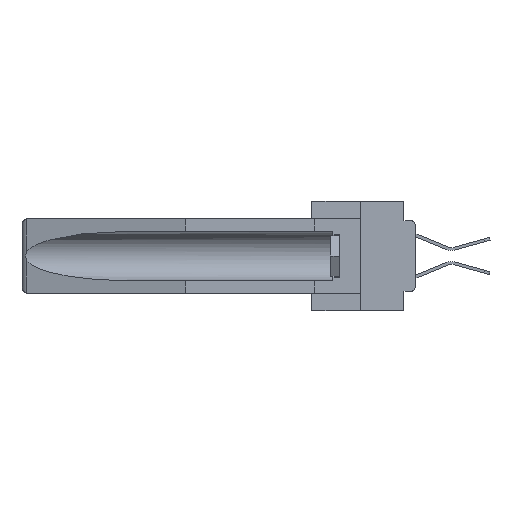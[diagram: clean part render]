
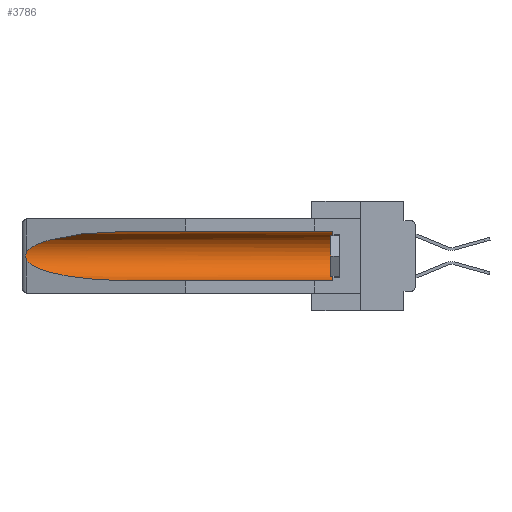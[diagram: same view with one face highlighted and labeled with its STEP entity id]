
A CAD part, left-side view. The second image highlights one B-rep face of the part: STEP entity #3786.
In plain terms, the highlighted cylindrical face has radius 2.857 mm (diameter 5.715 mm), a partial arc.
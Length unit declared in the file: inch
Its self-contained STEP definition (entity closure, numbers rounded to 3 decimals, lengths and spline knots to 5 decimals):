
#946 = EDGE_CURVE ( 'NONE', #12224, #19025, #32105, .T. ) ;
#1082 = VERTEX_POINT ( 'NONE', #2531 ) ;
#1165 = DIRECTION ( 'NONE',  ( 0., 1., 0. ) ) ;
#1410 = ORIENTED_EDGE ( 'NONE', *, *, #29669, .T. ) ;
#2157 = DIRECTION ( 'NONE',  ( 0., -1., 0. ) ) ;
#2294 = CARTESIAN_POINT ( 'NONE',  ( 0.2675, 1.53308, -0.16763 ) ) ;
#2353 = CARTESIAN_POINT ( 'NONE',  ( 0.155, 1.07973, -0.284 ) ) ;
#2421 = CARTESIAN_POINT ( 'NONE',  ( 0.26655, 1.53094, -0.18657 ) ) ;
#2484 = CARTESIAN_POINT ( 'NONE',  ( 0.25451, 1.48313, -0.24835 ) ) ;
#2531 = CARTESIAN_POINT ( 'NONE',  ( 0.26537, 1.52718, -0.14972 ) ) ;
#2658 = CARTESIAN_POINT ( 'NONE',  ( 0.26537, 1.52718, -0.19328 ) ) ;
#3758 = CARTESIAN_POINT ( 'NONE',  ( 0.155, -0.30754, -0.059 ) ) ;
#3786 = ADVANCED_FACE ( 'NONE', ( #38247 ), #8577, .F. ) ;
#4840 =( BOUNDED_CURVE ( )  B_SPLINE_CURVE ( 3, ( #8235, #25972, #34672, #7988 ),
 .UNSPECIFIED., .F., .T. ) 
 B_SPLINE_CURVE_WITH_KNOTS ( ( 4, 4 ),
 ( 4.71239, 6.08839 ),
 .UNSPECIFIED. ) 
 CURVE ( )  GEOMETRIC_REPRESENTATION_ITEM ( )  RATIONAL_B_SPLINE_CURVE ( ( 1., 0.848, 0.848, 1. ) ) 
 REPRESENTATION_ITEM ( '' )  );
#5271 = CARTESIAN_POINT ( 'NONE',  ( 0.2673, 1.53269, -0.17917 ) ) ;
#6102 = EDGE_CURVE ( 'NONE', #19025, #20706, #13457, .T. ) ;
#7497 = CARTESIAN_POINT ( 'NONE',  ( 0.155, 0.126, -0.1715 ) ) ;
#7988 = CARTESIAN_POINT ( 'NONE',  ( 0.26537, 1.52718, -0.14972 ) ) ;
#8235 = CARTESIAN_POINT ( 'NONE',  ( 0.155, 1.07973, -0.059 ) ) ;
#8577 = CYLINDRICAL_SURFACE ( 'NONE', #31437, 0.1125 ) ;
#9587 = DIRECTION ( 'NONE',  ( 0., 1., 0. ) ) ;
#11861 = CARTESIAN_POINT ( 'NONE',  ( 0.155, 0.126, -0.284 ) ) ;
#12224 = VERTEX_POINT ( 'NONE', #11861 ) ;
#12679 = CARTESIAN_POINT ( 'NONE',  ( 0.155, 0.126, -0.059 ) ) ;
#12790 = CARTESIAN_POINT ( 'NONE',  ( 0.155, -0.30754, -0.284 ) ) ;
#13457 = LINE ( 'NONE', #3758, #34782 ) ;
#13706 = ORIENTED_EDGE ( 'NONE', *, *, #22026, .T. ) ;
#13919 = CARTESIAN_POINT ( 'NONE',  ( 0.26537, 1.52718, -0.14972 ) ) ;
#14241 = ORIENTED_EDGE ( 'NONE', *, *, #946, .T. ) ;
#15566 = ORIENTED_EDGE ( 'NONE', *, *, #21741, .F. ) ;
#15713 = EDGE_CURVE ( 'NONE', #33900, #19130, #16708, .T. ) ;
#16045 = VECTOR ( 'NONE', #1165, 39.37008 ) ;
#16708 =( BOUNDED_CURVE ( )  B_SPLINE_CURVE ( 3, ( #28778, #2484, #26160, #2353 ),
 .UNSPECIFIED., .F., .F. ) 
 B_SPLINE_CURVE_WITH_KNOTS ( ( 4, 4 ),
 ( 0.1948, 1.5708 ),
 .UNSPECIFIED. ) 
 CURVE ( )  GEOMETRIC_REPRESENTATION_ITEM ( )  RATIONAL_B_SPLINE_CURVE ( ( 1., 0.848, 0.848, 1. ) ) 
 REPRESENTATION_ITEM ( '' )  );
#16883 = ORIENTED_EDGE ( 'NONE', *, *, #15713, .T. ) ;
#18565 = DIRECTION ( 'NONE',  ( 0., 0., 1. ) ) ;
#19025 = VERTEX_POINT ( 'NONE', #12679 ) ;
#19130 = VERTEX_POINT ( 'NONE', #28219 ) ;
#20706 = VERTEX_POINT ( 'NONE', #28800 ) ;
#21048 = DIRECTION ( 'NONE',  ( 0., 1., 0. ) ) ;
#21741 = EDGE_CURVE ( 'NONE', #12224, #19130, #22091, .T. ) ;
#22026 = EDGE_CURVE ( 'NONE', #20706, #1082, #4840, .T. ) ;
#22091 = LINE ( 'NONE', #12790, #16045 ) ;
#22761 = CARTESIAN_POINT ( 'NONE',  ( 0.26597, 1.52961, -0.15275 ) ) ;
#23020 = CARTESIAN_POINT ( 'NONE',  ( 0.2675, 1.53308, -0.17534 ) ) ;
#24605 = EDGE_LOOP ( 'NONE', ( #13706, #1410, #16883, #15566, #14241, #30507 ) ) ;
#25972 = CARTESIAN_POINT ( 'NONE',  ( 0.21114, 1.30732, -0.059 ) ) ;
#26098 = DIRECTION ( 'NONE',  ( 0., 0., 1. ) ) ;
#26160 = CARTESIAN_POINT ( 'NONE',  ( 0.21114, 1.30732, -0.284 ) ) ;
#28219 = CARTESIAN_POINT ( 'NONE',  ( 0.155, 1.07973, -0.284 ) ) ;
#28401 = CARTESIAN_POINT ( 'NONE',  ( 0.26537, 1.52718, -0.19328 ) ) ;
#28778 = CARTESIAN_POINT ( 'NONE',  ( 0.26537, 1.52718, -0.19328 ) ) ;
#28800 = CARTESIAN_POINT ( 'NONE',  ( 0.155, 1.07973, -0.059 ) ) ;
#28844 = CARTESIAN_POINT ( 'NONE',  ( 0.26654, 1.53092, -0.15636 ) ) ;
#29669 = EDGE_CURVE ( 'NONE', #1082, #33900, #31706, .T. ) ;
#30507 = ORIENTED_EDGE ( 'NONE', *, *, #6102, .T. ) ;
#31437 = AXIS2_PLACEMENT_3D ( 'NONE', #38299, #21048, #18565 ) ;
#31706 = B_SPLINE_CURVE_WITH_KNOTS ( 'NONE', 3,
 ( #13919, #22761, #28844, #34807, #2294, #23020, #5271, #2421, #34938, #2658 ),
 .UNSPECIFIED., .F., .F.,
 ( 4, 2, 2, 2, 4 ),
 ( 0., 0.00029, 0.00058, 0.00087, 0.00117 ),
 .UNSPECIFIED. ) ;
#32105 = CIRCLE ( 'NONE', #34841, 0.1125 ) ;
#33900 = VERTEX_POINT ( 'NONE', #28401 ) ;
#34672 = CARTESIAN_POINT ( 'NONE',  ( 0.25451, 1.48313, -0.09465 ) ) ;
#34782 = VECTOR ( 'NONE', #9587, 39.37008 ) ;
#34807 = CARTESIAN_POINT ( 'NONE',  ( 0.2673, 1.5327, -0.16383 ) ) ;
#34841 = AXIS2_PLACEMENT_3D ( 'NONE', #7497, #2157, #26098 ) ;
#34938 = CARTESIAN_POINT ( 'NONE',  ( 0.26597, 1.5296, -0.19026 ) ) ;
#38247 = FACE_OUTER_BOUND ( 'NONE', #24605, .T. ) ;
#38299 = CARTESIAN_POINT ( 'NONE',  ( 0.155, -0.30754, -0.1715 ) ) ;
